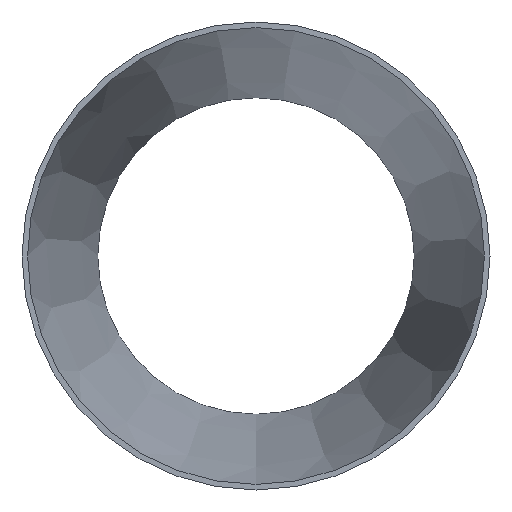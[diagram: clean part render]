
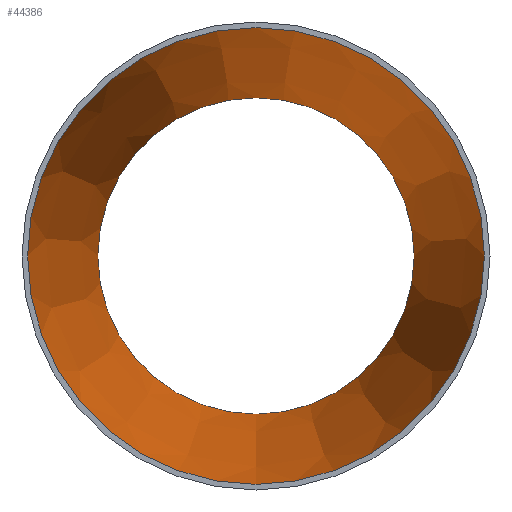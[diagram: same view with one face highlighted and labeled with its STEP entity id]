
A CAD part, front view. The second image highlights one B-rep face of the part: STEP entity #44386.
In plain terms, the highlighted conical face has half-angle 8.531 degrees and reference radius 247.933 mm.
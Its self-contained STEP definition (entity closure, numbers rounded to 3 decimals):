
#223 = EDGE_CURVE ( 'NONE', #33632, #33632, #2402, .T. ) ;
#604 = DIRECTION ( 'NONE',  ( 0., 0., -1. ) ) ;
#2402 = CIRCLE ( 'NONE', #49205, 171.733 ) ;
#3777 = EDGE_LOOP ( 'NONE', ( #51759 ) ) ;
#5818 = EDGE_CURVE ( 'NONE', #13230, #13230, #26701, .T. ) ;
#8960 = DIRECTION ( 'NONE',  ( 0., 0., -1. ) ) ;
#9472 = CARTESIAN_POINT ( 'NONE',  ( 0., 0., 0. ) ) ;
#11145 = AXIS2_PLACEMENT_3D ( 'NONE', #31129, #26719, #35324 ) ;
#13230 = VERTEX_POINT ( 'NONE', #36797 ) ;
#21706 = EDGE_LOOP ( 'NONE', ( #28052 ) ) ;
#26701 = CIRCLE ( 'NONE', #32522, 247.933 ) ;
#26719 = DIRECTION ( 'NONE',  ( 0., -1., 0. ) ) ;
#28052 = ORIENTED_EDGE ( 'NONE', *, *, #5818, .T. ) ;
#31129 = CARTESIAN_POINT ( 'NONE',  ( 0., 0., 0. ) ) ;
#32266 = CARTESIAN_POINT ( 'NONE',  ( 0., 508., 0. ) ) ;
#32522 = AXIS2_PLACEMENT_3D ( 'NONE', #9472, #48990, #8960 ) ;
#33632 = VERTEX_POINT ( 'NONE', #41754 ) ;
#33704 = CONICAL_SURFACE ( 'NONE', #11145, 247.933, 0.149 ) ;
#35061 = FACE_OUTER_BOUND ( 'NONE', #21706, .T. ) ;
#35324 = DIRECTION ( 'NONE',  ( 0., 0., -1. ) ) ;
#36797 = CARTESIAN_POINT ( 'NONE',  ( 0., 0., -247.933 ) ) ;
#41754 = CARTESIAN_POINT ( 'NONE',  ( 0., 508., -171.733 ) ) ;
#42406 = FACE_BOUND ( 'NONE', #3777, .T. ) ;
#44386 = ADVANCED_FACE ( 'NONE', ( #42406, #35061 ), #33704, .F. ) ;
#48233 = DIRECTION ( 'NONE',  ( 0., -1., 0. ) ) ;
#48990 = DIRECTION ( 'NONE',  ( 0., -1., 0. ) ) ;
#49205 = AXIS2_PLACEMENT_3D ( 'NONE', #32266, #48233, #604 ) ;
#51759 = ORIENTED_EDGE ( 'NONE', *, *, #223, .F. ) ;
